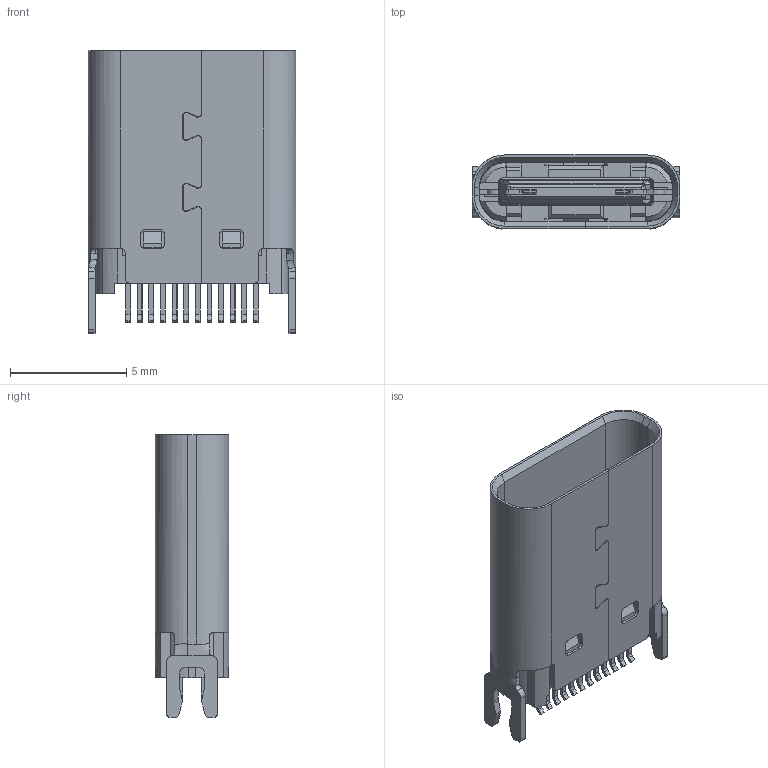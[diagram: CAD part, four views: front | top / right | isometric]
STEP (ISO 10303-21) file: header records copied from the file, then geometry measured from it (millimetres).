
FILE_DESCRIPTION(('CoCreate Modeling STEP Export'),'2;1');
FILE_NAME('01410X020-0XX USB C F 夹板式0.8 .stp','2016-08-12T10:10:30',(''),(''),'CoCreate Modeling STEP processor for AP214 (Solid Model)','CoCreate Modeling 16.00 13-May-2008 (C) Parametric Technology GmbH','');
FILE_SCHEMA(('AUTOMOTIVE_DESIGN { 1 0 10303 214 1 1 1 1 }'));
Length unit declared in the file: millimetre
Products named in the file (169): MSBR; 11.stp; LAYER.14; 挂勾; 弹片.5.1.1; 铁壳.8; LAYER; LAYER.7; LAYER.8; LAYER.9; LAYER.6; LAYER.10; LAYER.1; LAYER.11; LAYER.15; LAYER.2; LAYER.5; LAYER.4; LAYER.3; LAYER.12; a1; 半成品.1; 半成品.1.1; a1.1; 542DDD.1; p20.1.2.1.2; C-DIP-SMT-5.27.1; CF3.1-DIP-SMT-5.27; 铁壳; MSBR.1.1.1.1; MSBR.1.1.1; 弹片.stp; MD件; 铁片; 0.8改后16.5.16夹板0.8
Assembly tree (168 placements, depth 9):
  0.8改后16.5.16夹板0.8
    挂勾
      铁片
        11.stp
          MSBR
      MD件
    弹片.stp
      MSBR.1.1.1
        MSBR.1.1.1.1
    铁壳
    CF3.1-DIP-SMT-5.27
      C-DIP-SMT-5.27.1
        半成品.1
          p20.1.2.1.2
          542DDD.1
          半成品.1
            a1.1
              LAYER.12
                LAYER
              LAYER.3
                LAYER
                  LAYER
              LAYER.4
                LAYER
                  LAYER
              LAYER.5
                LAYER
                  LAYER
              LAYER.2
                LAYER
              LAYER.15
                LAYER
              LAYER.11
                LAYER
              LAYER.1
                LAYER
              LAYER.10
                LAYER
              LAYER
              LAYER.6
                LAYER
                  LAYER
              LAYER.9
                LAYER
                  LAYER
              LAYER.8
                LAYER
                  LAYER
              LAYER.7
                LAYER
                  LAYER
            a1
              LAYER.12
                LAYER
              LAYER.3
                LAYER
                  LAYER
              LAYER.4
                LAYER
                  LAYER
Bounding box: 8.94 x 3.17 x 12.15 mm (x, y, z)
Volume: 70 mm3; surface area: 834.7 mm2
Topology: 4 solids, 7 shells, 1368 faces, 3902 edges, 2571 vertices
Faces by surface type: plane 1053, cylinder 270, cone 24, bspline 15, extrusion 6
Entity records: 50703 total; most frequent: CARTESIAN_POINT 8968, ORIENTED_EDGE 7806, DIRECTION 7124, EDGE_CURVE 3896, VECTOR 3168, LINE 3162, VERTEX_POINT 2567, AXIS2_PLACEMENT_3D 1978
